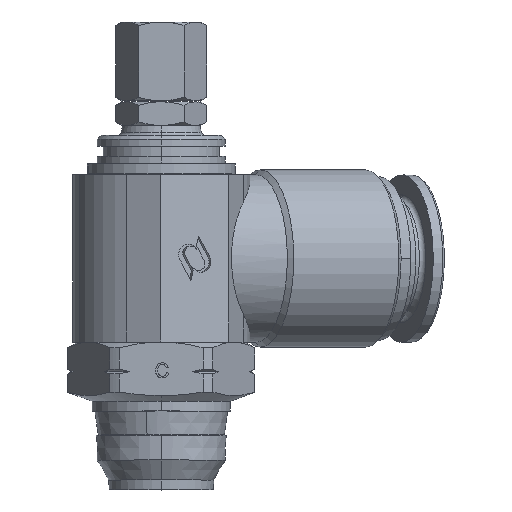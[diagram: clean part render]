
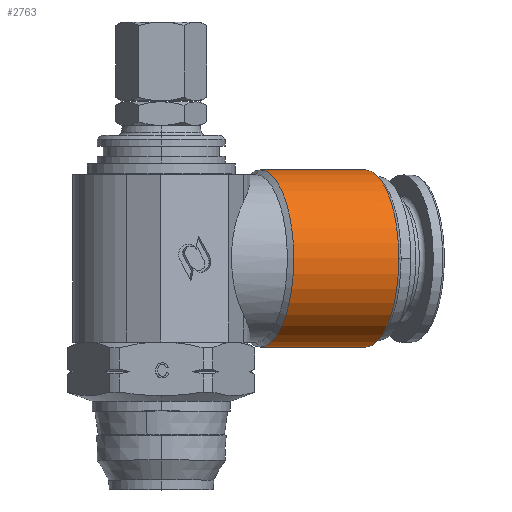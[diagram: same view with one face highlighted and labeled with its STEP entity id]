
A CAD part, top view. The second image highlights one B-rep face of the part: STEP entity #2763.
In plain terms, the highlighted cylindrical face has radius 9 mm (diameter 18 mm), a partial arc.
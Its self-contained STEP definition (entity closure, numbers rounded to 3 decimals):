
#357 = DIRECTION ( 'NONE',  ( 0.926, 0., -0.378 ) ) ;
#361 = CARTESIAN_POINT ( 'NONE',  ( 25.457, 23.5, -10.4 ) ) ;
#369 = DIRECTION ( 'NONE',  ( 0., 1., 0. ) ) ;
#786 = AXIS2_PLACEMENT_3D ( 'NONE', #361, #357, #369 ) ;
#950 = AXIS2_PLACEMENT_3D ( 'NONE', #3093, #3094, #3095 ) ;
#961 = AXIS2_PLACEMENT_3D ( 'NONE', #3148, #3149, #3150 ) ;
#964 = AXIS2_PLACEMENT_3D ( 'NONE', #3203, #3204, #3205 ) ;
#2763 = ADVANCED_FACE ( 'NONE', ( #10010 ), #10016, .T. ) ;
#3093 = CARTESIAN_POINT ( 'NONE',  ( 20.71, 23.5, -8.461 ) ) ;
#3094 = DIRECTION ( 'NONE',  ( -0.926, 0., 0.378 ) ) ;
#3095 = DIRECTION ( 'NONE',  ( -0.378, 0., -0.926 ) ) ;
#3148 = CARTESIAN_POINT ( 'NONE',  ( 10.044, 23.5, -4.103 ) ) ;
#3149 = DIRECTION ( 'NONE',  ( 0.926, 0., -0.378 ) ) ;
#3150 = DIRECTION ( 'NONE',  ( 0., 1., 0. ) ) ;
#3194 = CARTESIAN_POINT ( 'NONE',  ( 25.457, 32.5, -10.4 ) ) ;
#3195 = DIRECTION ( 'NONE',  ( 0.926, 0., -0.378 ) ) ;
#3199 = CARTESIAN_POINT ( 'NONE',  ( 25.457, 14.5, -10.4 ) ) ;
#3200 = DIRECTION ( 'NONE',  ( 0.926, 0., -0.378 ) ) ;
#3203 = CARTESIAN_POINT ( 'NONE',  ( 20.71, 23.5, -8.461 ) ) ;
#3204 = DIRECTION ( 'NONE',  ( -0.926, 0., 0.378 ) ) ;
#3205 = DIRECTION ( 'NONE',  ( -0.378, 0., -0.926 ) ) ;
#3770 = EDGE_CURVE ( 'NONE', #6284, #6283, #5348, .T. ) ;
#3791 = EDGE_CURVE ( 'NONE', #6304, #6305, #5378, .T. ) ;
#3802 = EDGE_CURVE ( 'NONE', #6305, #6284, #5392, .T. ) ;
#3803 = EDGE_CURVE ( 'NONE', #6283, #6308, #5394, .T. ) ;
#3804 = EDGE_CURVE ( 'NONE', #6304, #6308, #5396, .T. ) ;
#5348 = CIRCLE ( 'NONE', #950, 9. ) ;
#5378 = CIRCLE ( 'NONE', #961, 9. ) ;
#5392 = LINE ( 'NONE', #3199, #5395 ) ;
#5394 = CIRCLE ( 'NONE', #964, 9. ) ;
#5395 = VECTOR ( 'NONE', #3200, 1000. ) ;
#5396 = LINE ( 'NONE', #3194, #5398 ) ;
#5398 = VECTOR ( 'NONE', #3195, 1000. ) ;
#6283 = VERTEX_POINT ( 'NONE', #7338 ) ;
#6284 = VERTEX_POINT ( 'NONE', #7339 ) ;
#6304 = VERTEX_POINT ( 'NONE', #7359 ) ;
#6305 = VERTEX_POINT ( 'NONE', #7360 ) ;
#6308 = VERTEX_POINT ( 'NONE', #7363 ) ;
#6620 = EDGE_LOOP ( 'NONE', ( #6759, #6760, #6761, #6762, #6763 ) ) ;
#6759 = ORIENTED_EDGE ( 'NONE', *, *, #3791, .T. ) ;
#6760 = ORIENTED_EDGE ( 'NONE', *, *, #3802, .T. ) ;
#6761 = ORIENTED_EDGE ( 'NONE', *, *, #3770, .T. ) ;
#6762 = ORIENTED_EDGE ( 'NONE', *, *, #3803, .T. ) ;
#6763 = ORIENTED_EDGE ( 'NONE', *, *, #3804, .F. ) ;
#7338 = CARTESIAN_POINT ( 'NONE',  ( 24.114, 23.5, -0.129 ) ) ;
#7339 = CARTESIAN_POINT ( 'NONE',  ( 20.71, 14.5, -8.461 ) ) ;
#7359 = CARTESIAN_POINT ( 'NONE',  ( 10.044, 32.5, -4.103 ) ) ;
#7360 = CARTESIAN_POINT ( 'NONE',  ( 10.044, 14.5, -4.103 ) ) ;
#7363 = CARTESIAN_POINT ( 'NONE',  ( 20.71, 32.5, -8.461 ) ) ;
#10010 = FACE_OUTER_BOUND ( 'NONE', #6620, .T. ) ;
#10016 = CYLINDRICAL_SURFACE ( 'NONE', #786, 9. ) ;
